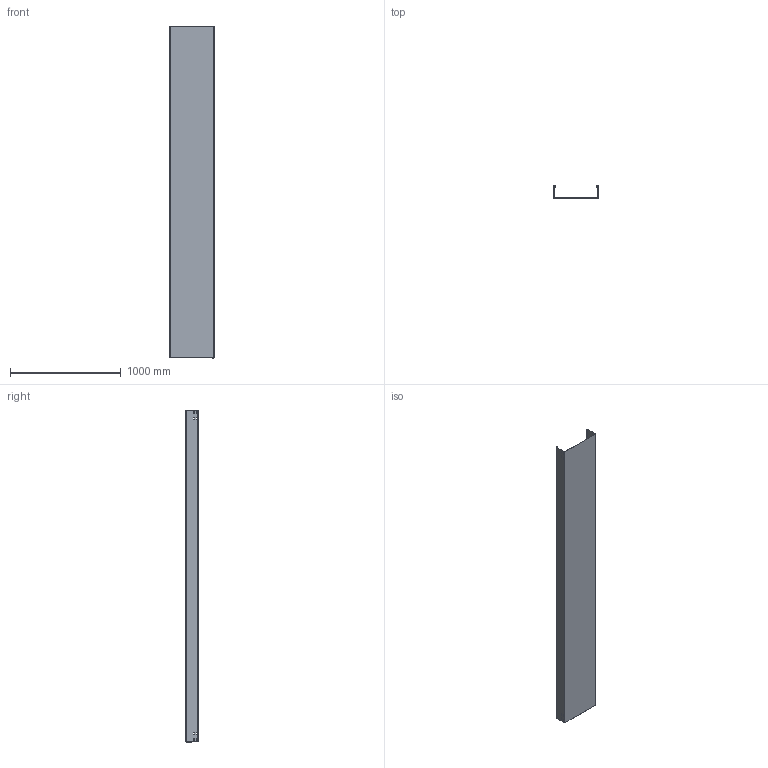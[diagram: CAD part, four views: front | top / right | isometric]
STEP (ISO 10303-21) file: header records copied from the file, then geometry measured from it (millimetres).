
FILE_DESCRIPTION (( 'STEP AP214' ), '1' );
FILE_NAME ('6063470.STEP', '2025-08-19T12:59:34', ( '' ), ( '' ), 'SwSTEP 2.0', 'SolidWorks 2024', '' );
FILE_SCHEMA (( 'AUTOMOTIVE_DESIGN' ));
Length unit declared in the file: millimetre
Products named in the file (1): 6063470
Bounding box: 400 x 111 x 3000 mm (x, y, z)
Volume: 2892244.1 mm3; surface area: 3876133.2 mm2
Topology: 1 solids, 1 shells, 116 faces, 318 edges, 204 vertices
Faces by surface type: plane 62, cylinder 54
Entity records: 3765 total; most frequent: DIRECTION 660, CARTESIAN_POINT 639, ORIENTED_EDGE 636, EDGE_CURVE 318, AXIS2_PLACEMENT_3D 225, LINE 210, VECTOR 210, VERTEX_POINT 204
